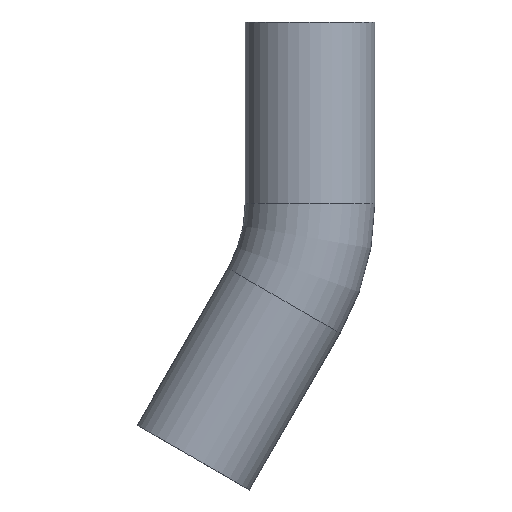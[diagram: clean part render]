
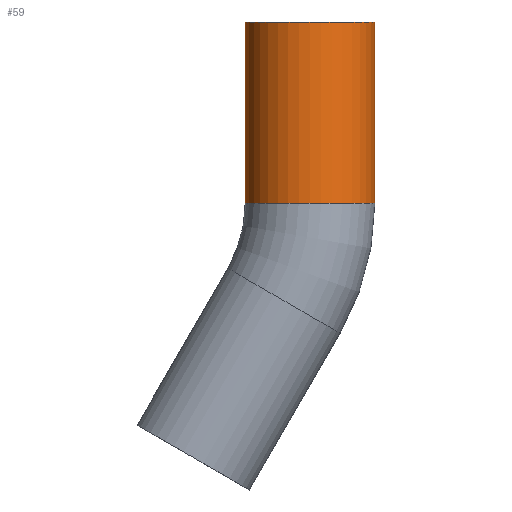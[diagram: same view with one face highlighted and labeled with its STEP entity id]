
A CAD part, front view. The second image highlights one B-rep face of the part: STEP entity #59.
In plain terms, the highlighted cylindrical face has radius 62.5 mm (diameter 125 mm), a partial arc.
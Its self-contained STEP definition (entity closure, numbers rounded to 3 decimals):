
#59=ADVANCED_FACE('',(#116),#117,.T.);
#116=FACE_OUTER_BOUND('',#168,.T.);
#117=CYLINDRICAL_SURFACE('',#169,62.5);
#168=EDGE_LOOP('',(#268,#269,#270,#271));
#169=AXIS2_PLACEMENT_3D('',#272,#273,#274);
#268=ORIENTED_EDGE('',*,*,#319,.T.);
#269=ORIENTED_EDGE('',*,*,#340,.F.);
#270=ORIENTED_EDGE('',*,*,#321,.T.);
#271=ORIENTED_EDGE('',*,*,#310,.F.);
#272=CARTESIAN_POINT('',(0.0,0.0,137.687));
#273=DIRECTION('',(0.0,0.0,1.0));
#274=DIRECTION('',(1.0,0.0,0.0));
#310=EDGE_CURVE('',#361,#364,#365,.T.);
#319=EDGE_CURVE('',#361,#377,#378,.T.);
#321=EDGE_CURVE('',#380,#364,#381,.T.);
#340=EDGE_CURVE('',#380,#377,#405,.T.);
#361=VERTEX_POINT('',#426);
#364=VERTEX_POINT('',#429);
#365=CIRCLE('',#430,62.5);
#377=VERTEX_POINT('',#444);
#378=LINE('',#445,#446);
#380=VERTEX_POINT('',#448);
#381=LINE('',#449,#450);
#405=CIRCLE('',#478,62.5);
#426=CARTESIAN_POINT('',(62.5,0.0,50.374));
#429=CARTESIAN_POINT('',(-62.5,0.,50.374));
#430=AXIS2_PLACEMENT_3D('',#506,#507,#508);
#444=CARTESIAN_POINT('',(62.5,0.0,225.0));
#445=CARTESIAN_POINT('',(62.5,0.,137.687));
#446=VECTOR('',#523,1.0);
#448=CARTESIAN_POINT('',(-62.5,0.,225.0));
#449=CARTESIAN_POINT('',(-62.5,0.,137.687));
#450=VECTOR('',#527,1.0);
#478=AXIS2_PLACEMENT_3D('',#556,#557,#558);
#506=CARTESIAN_POINT('',(0.0,0.,50.374));
#507=DIRECTION('',(0.0,0.0,-1.0));
#508=DIRECTION('',(1.0,0.,0.0));
#523=DIRECTION('',(0.0,0.0,1.0));
#527=DIRECTION('',(-0.0,-0.0,-1.0));
#556=CARTESIAN_POINT('',(0.0,0.0,225.0));
#557=DIRECTION('',(0.0,0.0,1.0));
#558=DIRECTION('',(1.0,0.0,0.0));
